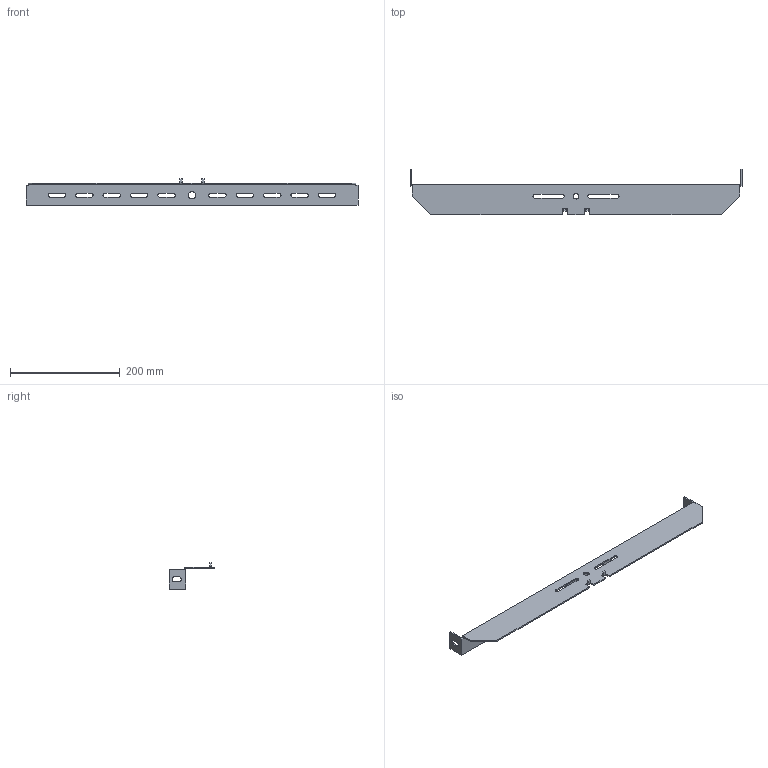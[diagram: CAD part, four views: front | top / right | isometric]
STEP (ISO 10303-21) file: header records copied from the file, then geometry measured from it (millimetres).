
FILE_DESCRIPTION (( 'STEP AP214' ), '1' );
FILE_NAME ('6358900.stp', '2017-03-28T06:12:48', ( '' ), ( '' ), 'SwSTEP 2.0', 'SolidWorks 2016', '' );
FILE_SCHEMA (( 'AUTOMOTIVE_DESIGN' ));
Length unit declared in the file: millimetre
Products named in the file (1): 6358900
Bounding box: 606 x 83 x 48.5 mm (x, y, z)
Volume: 133241.5 mm3; surface area: 113284.8 mm2
Topology: 1 solids, 1 shells, 112 faces, 322 edges, 212 vertices
Faces by surface type: plane 62, cylinder 46, bspline 4
Entity records: 4128 total; most frequent: CARTESIAN_POINT 1031, ORIENTED_EDGE 644, DIRECTION 624, EDGE_CURVE 322, VECTOR 222, LINE 222, VERTEX_POINT 212, AXIS2_PLACEMENT_3D 201
